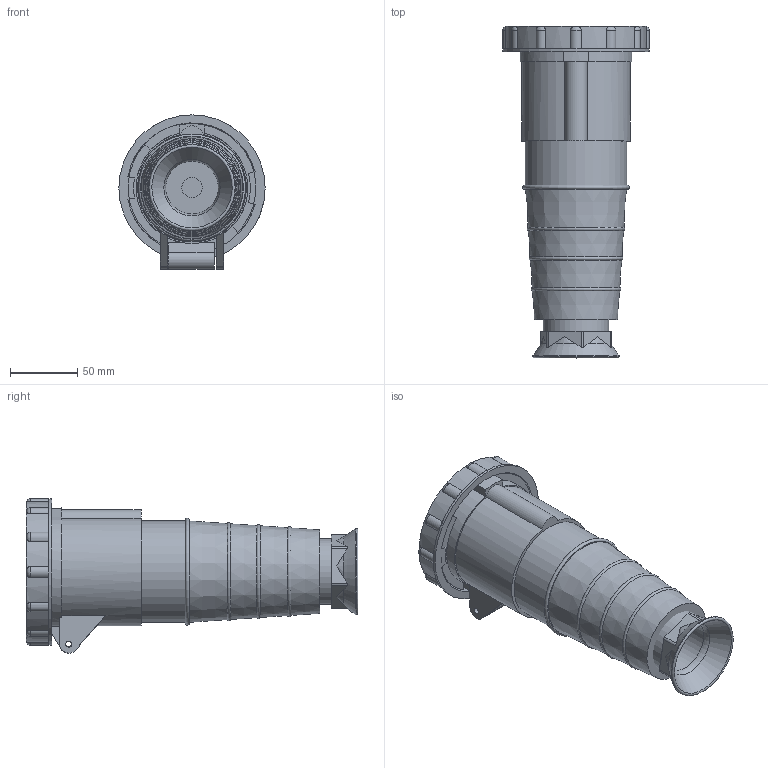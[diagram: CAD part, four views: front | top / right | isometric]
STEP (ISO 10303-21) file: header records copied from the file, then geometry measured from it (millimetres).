
FILE_DESCRIPTION (( 'STEP AP203' ), '1' );
FILE_NAME ('ps-235-63-380.ÃÌ Ðîçåòêà ïåðåíîñíàÿ 235 3Ð+ÐÅ+N 63À 380Â IP67 EKF.STEP', '2025-10-10T12:20:18', ( '' ), ( '' ), 'SwSTEP 2.0', 'SolidWorks 2021', '' );
FILE_SCHEMA (( 'CONFIG_CONTROL_DESIGN' ));
Length unit declared in the file: millimetre
Products named in the file (6): ps-235-63-380.ÃÌ Ðîçåòêà ïåðåíîñíàÿ 235 3Ð+ÐÅ+N 63À 380Â IP67 EKF; øàéáà äëÿ âèëêè_00; ïðîêëàäêà âèëêè_00; ðîçåòêà îãðîìíàÿ_00; Ïðèæèìíàÿ êðûøêà_00; 雞碭踆00
Assembly tree (5 placements, depth 2):
  ps-235-63-380.ÃÌ Ðîçåòêà ïåðåíîñíàÿ 235 3Ð+ÐÅ+N 63À 380Â IP67 EKF
    ðîçåòêà îãðîìíàÿ_00
    雞碭踆00
    Ïðèæèìíàÿ êðûøêà_00
    ïðîêëàäêà âèëêè_00
    øàéáà äëÿ âèëêè_00
Bounding box: 109 x 247.3 x 115 mm (x, y, z)
Volume: 829469.2 mm3; surface area: 170512 mm2
Topology: 5 solids, 5 shells, 187 faces, 460 edges, 297 vertices
Faces by surface type: plane 89, cylinder 64, torus 27, cone 7
Full cylindrical faces by diameter (mm): 4.3 x1, 4.5 x2, 6.6 x1, 10.25 x4, 11.25 x1, 15 x1, 16.9 x4, 36.6 x1, 39.3 x1, 40.5 x1, 43.5 x1, 45.1 x1, 47.25 x1, 49 x1, 64.25 x1, 75.85 x1, 105 x1, 109 x1
Entity records: 6489 total; most frequent: CARTESIAN_POINT 1503, DIRECTION 957, ORIENTED_EDGE 832, EDGE_CURVE 416, AXIS2_PLACEMENT_3D 392, VERTEX_POINT 294, EDGE_LOOP 256, FACE_OUTER_BOUND 221
